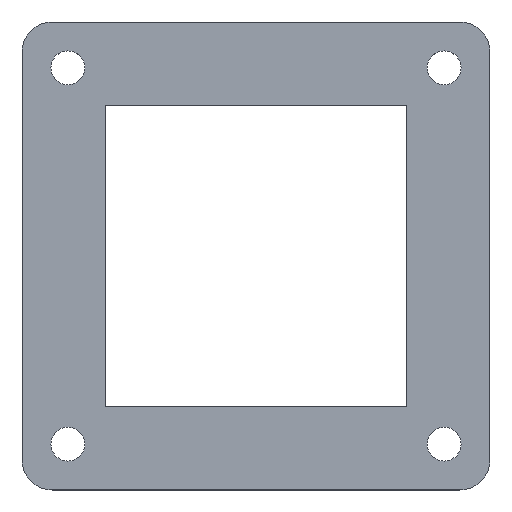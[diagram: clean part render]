
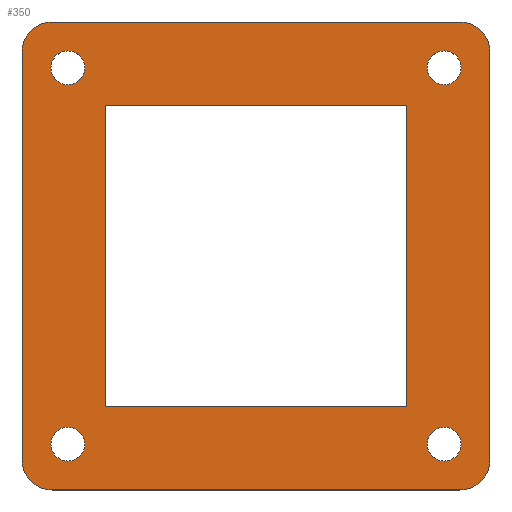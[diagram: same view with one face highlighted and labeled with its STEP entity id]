
A CAD part, top view. The second image highlights one B-rep face of the part: STEP entity #350.
In plain terms, the highlighted planar face has unit normal (0, 0, 1).
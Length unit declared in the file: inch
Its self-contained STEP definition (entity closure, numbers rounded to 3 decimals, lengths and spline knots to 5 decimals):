
#24=FACE_BOUND('',#84,.T.);
#25=FACE_BOUND('',#85,.T.);
#26=FACE_BOUND('',#86,.T.);
#27=FACE_BOUND('',#87,.T.);
#28=FACE_BOUND('',#88,.T.);
#38=PLANE('',#386);
#56=FACE_OUTER_BOUND('',#83,.T.);
#83=EDGE_LOOP('',(#309,#310,#311,#312,#313,#314,#315,#316));
#84=EDGE_LOOP('',(#317,#318,#319,#320));
#85=EDGE_LOOP('',(#321));
#86=EDGE_LOOP('',(#322));
#87=EDGE_LOOP('',(#323));
#88=EDGE_LOOP('',(#324));
#93=LINE('',#500,#121);
#103=LINE('',#536,#131);
#106=LINE('',#544,#134);
#108=LINE('',#552,#136);
#111=LINE('',#557,#139);
#113=LINE('',#561,#141);
#115=LINE('',#564,#143);
#116=LINE('',#578,#144);
#121=VECTOR('',#401,3.38);
#131=VECTOR('',#433,3.38);
#134=VECTOR('',#442,3.38);
#136=VECTOR('',#450,2.5);
#139=VECTOR('',#455,2.5);
#141=VECTOR('',#459,2.5);
#143=VECTOR('',#463,2.5);
#144=VECTOR('',#482,3.38);
#145=CIRCLE('',#354,0.25);
#154=CIRCLE('',#366,0.25);
#155=CIRCLE('',#369,0.25);
#156=CIRCLE('',#372,0.25);
#157=CIRCLE('',#378,0.14063);
#158=CIRCLE('',#380,0.14063);
#159=CIRCLE('',#382,0.14063);
#160=CIRCLE('',#384,0.14063);
#161=VERTEX_POINT('',#487);
#162=VERTEX_POINT('',#488);
#166=VERTEX_POINT('',#498);
#180=VERTEX_POINT('',#530);
#181=VERTEX_POINT('',#534);
#182=VERTEX_POINT('',#538);
#183=VERTEX_POINT('',#542);
#184=VERTEX_POINT('',#546);
#185=VERTEX_POINT('',#550);
#186=VERTEX_POINT('',#551);
#187=VERTEX_POINT('',#556);
#188=VERTEX_POINT('',#560);
#189=VERTEX_POINT('',#566);
#190=VERTEX_POINT('',#569);
#191=VERTEX_POINT('',#572);
#192=VERTEX_POINT('',#575);
#193=EDGE_CURVE('',#161,#162,#145,.T.);
#199=EDGE_CURVE('',#166,#161,#93,.T.);
#214=EDGE_CURVE('',#180,#166,#154,.T.);
#217=EDGE_CURVE('',#181,#180,#103,.T.);
#218=EDGE_CURVE('',#182,#181,#155,.T.);
#221=EDGE_CURVE('',#183,#182,#106,.T.);
#222=EDGE_CURVE('',#184,#183,#156,.T.);
#224=EDGE_CURVE('',#185,#186,#108,.T.);
#227=EDGE_CURVE('',#186,#187,#111,.T.);
#229=EDGE_CURVE('',#187,#188,#113,.T.);
#231=EDGE_CURVE('',#188,#185,#115,.T.);
#232=EDGE_CURVE('',#189,#189,#157,.T.);
#233=EDGE_CURVE('',#190,#190,#158,.T.);
#234=EDGE_CURVE('',#191,#191,#159,.T.);
#235=EDGE_CURVE('',#192,#192,#160,.T.);
#236=EDGE_CURVE('',#162,#184,#116,.T.);
#309=ORIENTED_EDGE('',*,*,#193,.F.);
#310=ORIENTED_EDGE('',*,*,#199,.F.);
#311=ORIENTED_EDGE('',*,*,#214,.F.);
#312=ORIENTED_EDGE('',*,*,#217,.F.);
#313=ORIENTED_EDGE('',*,*,#218,.F.);
#314=ORIENTED_EDGE('',*,*,#221,.F.);
#315=ORIENTED_EDGE('',*,*,#222,.F.);
#316=ORIENTED_EDGE('',*,*,#236,.F.);
#317=ORIENTED_EDGE('',*,*,#224,.T.);
#318=ORIENTED_EDGE('',*,*,#227,.T.);
#319=ORIENTED_EDGE('',*,*,#229,.T.);
#320=ORIENTED_EDGE('',*,*,#231,.T.);
#321=ORIENTED_EDGE('',*,*,#232,.T.);
#322=ORIENTED_EDGE('',*,*,#233,.T.);
#323=ORIENTED_EDGE('',*,*,#234,.T.);
#324=ORIENTED_EDGE('',*,*,#235,.T.);
#350=ADVANCED_FACE('',(#56,#24,#25,#26,#27,#28),#38,.T.);
#354=AXIS2_PLACEMENT_3D('',#489,#391,#392);
#366=AXIS2_PLACEMENT_3D('',#531,#427,#428);
#369=AXIS2_PLACEMENT_3D('',#539,#436,#437);
#372=AXIS2_PLACEMENT_3D('',#547,#445,#446);
#378=AXIS2_PLACEMENT_3D('',#567,#466,#467);
#380=AXIS2_PLACEMENT_3D('',#570,#470,#471);
#382=AXIS2_PLACEMENT_3D('',#573,#474,#475);
#384=AXIS2_PLACEMENT_3D('',#576,#478,#479);
#386=AXIS2_PLACEMENT_3D('',#579,#483,#484);
#391=DIRECTION('center_axis',(0.,0.,-1.));
#392=DIRECTION('ref_axis',(-0.707,-0.707,0.));
#401=DIRECTION('',(-1.,0.,0.));
#427=DIRECTION('center_axis',(0.,0.,-1.));
#428=DIRECTION('ref_axis',(0.707,-0.707,0.));
#433=DIRECTION('',(0.,-1.,0.));
#436=DIRECTION('center_axis',(0.,0.,-1.));
#437=DIRECTION('ref_axis',(0.707,0.707,0.));
#442=DIRECTION('',(1.,0.,0.));
#445=DIRECTION('center_axis',(0.,0.,-1.));
#446=DIRECTION('ref_axis',(-0.707,0.707,0.));
#450=DIRECTION('',(0.,1.,0.));
#455=DIRECTION('',(1.,0.,0.));
#459=DIRECTION('',(0.,-1.,0.));
#463=DIRECTION('',(-1.,0.,0.));
#466=DIRECTION('center_axis',(0.,0.,-1.));
#467=DIRECTION('ref_axis',(-1.,0.,0.));
#470=DIRECTION('center_axis',(0.,0.,-1.));
#471=DIRECTION('ref_axis',(-1.,0.,0.));
#474=DIRECTION('center_axis',(0.,0.,-1.));
#475=DIRECTION('ref_axis',(-1.,0.,0.));
#478=DIRECTION('center_axis',(0.,0.,-1.));
#479=DIRECTION('ref_axis',(-1.,0.,0.));
#482=DIRECTION('',(0.,1.,0.));
#483=DIRECTION('center_axis',(0.,0.,1.));
#484=DIRECTION('ref_axis',(1.,0.,0.));
#487=CARTESIAN_POINT('',(-1.69,-1.94,0.125));
#488=CARTESIAN_POINT('',(-1.94,-1.69,0.125));
#489=CARTESIAN_POINT('Origin',(-1.69,-1.69,0.125));
#498=CARTESIAN_POINT('',(1.69,-1.94,0.125));
#500=CARTESIAN_POINT('',(-1.94,-1.94,0.125));
#530=CARTESIAN_POINT('',(1.94,-1.69,0.125));
#531=CARTESIAN_POINT('Origin',(1.69,-1.69,0.125));
#534=CARTESIAN_POINT('',(1.94,1.69,0.125));
#536=CARTESIAN_POINT('',(1.94,-1.94,0.125));
#538=CARTESIAN_POINT('',(1.69,1.94,0.125));
#539=CARTESIAN_POINT('Origin',(1.69,1.69,0.125));
#542=CARTESIAN_POINT('',(-1.69,1.94,0.125));
#544=CARTESIAN_POINT('',(1.94,1.94,0.125));
#546=CARTESIAN_POINT('',(-1.94,1.69,0.125));
#547=CARTESIAN_POINT('Origin',(-1.69,1.69,0.125));
#550=CARTESIAN_POINT('',(-1.25,-1.25,0.125));
#551=CARTESIAN_POINT('',(-1.25,1.25,0.125));
#552=CARTESIAN_POINT('',(-1.25,-0.625,0.125));
#556=CARTESIAN_POINT('',(1.25,1.25,0.125));
#557=CARTESIAN_POINT('',(-0.625,1.25,0.125));
#560=CARTESIAN_POINT('',(1.25,-1.25,0.125));
#561=CARTESIAN_POINT('',(1.25,0.625,0.125));
#564=CARTESIAN_POINT('',(0.625,-1.25,0.125));
#566=CARTESIAN_POINT('',(-1.41938,1.56,0.125));
#567=CARTESIAN_POINT('Origin',(-1.56,1.56,0.125));
#569=CARTESIAN_POINT('',(-1.41938,-1.56,0.125));
#570=CARTESIAN_POINT('Origin',(-1.56,-1.56,0.125));
#572=CARTESIAN_POINT('',(1.70063,-1.56,0.125));
#573=CARTESIAN_POINT('Origin',(1.56,-1.56,0.125));
#575=CARTESIAN_POINT('',(1.70063,1.56,0.125));
#576=CARTESIAN_POINT('Origin',(1.56,1.56,0.125));
#578=CARTESIAN_POINT('',(-1.94,1.94,0.125));
#579=CARTESIAN_POINT('Origin',(0.,0.,
0.125));
